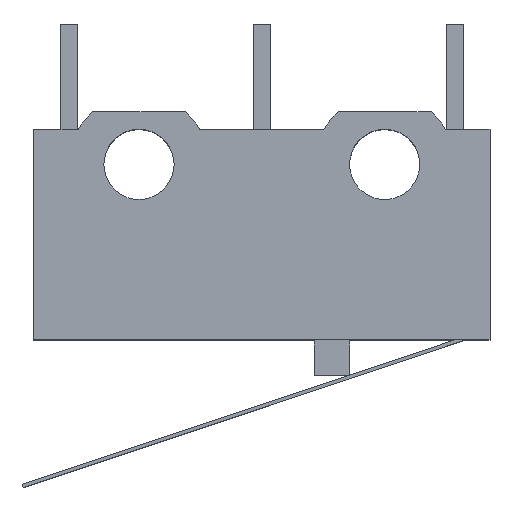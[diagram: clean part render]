
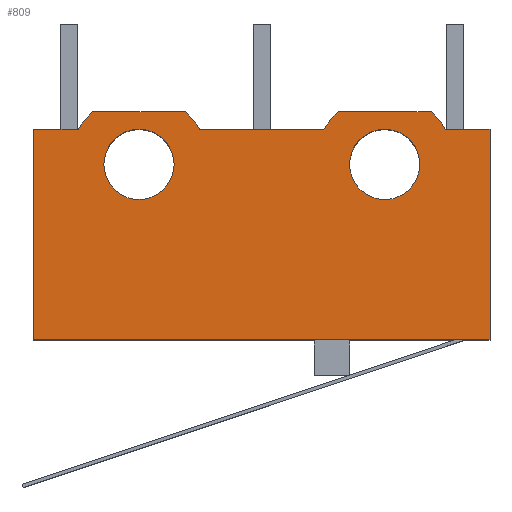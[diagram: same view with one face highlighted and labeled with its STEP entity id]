
A CAD part, top view. The second image highlights one B-rep face of the part: STEP entity #809.
In plain terms, the highlighted planar face has unit normal (0, 0, 1).
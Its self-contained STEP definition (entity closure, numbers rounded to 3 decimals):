
#18=CIRCLE('',#854,1.);
#20=CIRCLE('',#857,1.);
#23=CIRCLE('',#865,2.);
#25=CIRCLE('',#869,2.);
#27=CIRCLE('',#873,2.);
#29=CIRCLE('',#877,2.);
#67=FACE_BOUND('',#159,.T.);
#68=FACE_BOUND('',#160,.T.);
#111=FACE_OUTER_BOUND('',#158,.T.);
#158=EDGE_LOOP('',(#705,#706,#707,#708,#709,#710,#711,#712,#713,#714,#715,
#716));
#159=EDGE_LOOP('',(#717));
#160=EDGE_LOOP('',(#718));
#166=LINE('',#1097,#259);
#235=LINE('',#1247,#328);
#238=LINE('',#1251,#331);
#240=LINE('',#1256,#333);
#243=LINE('',#1262,#336);
#247=LINE('',#1274,#340);
#251=LINE('',#1286,#344);
#255=LINE('',#1298,#348);
#259=VECTOR('',#889,10.);
#328=VECTOR('',#1024,10.);
#331=VECTOR('',#1029,10.);
#333=VECTOR('',#1033,10.);
#336=VECTOR('',#1038,10.);
#340=VECTOR('',#1050,10.);
#344=VECTOR('',#1062,10.);
#348=VECTOR('',#1074,10.);
#352=VERTEX_POINT('',#1094);
#353=VERTEX_POINT('',#1096);
#394=VERTEX_POINT('',#1229);
#396=VERTEX_POINT('',#1235);
#400=VERTEX_POINT('',#1244);
#401=VERTEX_POINT('',#1246);
#403=VERTEX_POINT('',#1255);
#405=VERTEX_POINT('',#1261);
#407=VERTEX_POINT('',#1267);
#409=VERTEX_POINT('',#1273);
#411=VERTEX_POINT('',#1279);
#413=VERTEX_POINT('',#1285);
#415=VERTEX_POINT('',#1291);
#417=VERTEX_POINT('',#1297);
#420=EDGE_CURVE('',#353,#352,#166,.T.);
#485=EDGE_CURVE('',#394,#394,#18,.T.);
#488=EDGE_CURVE('',#396,#396,#20,.T.);
#493=EDGE_CURVE('',#401,#400,#235,.T.);
#496=EDGE_CURVE('',#352,#401,#238,.T.);
#498=EDGE_CURVE('',#403,#353,#240,.T.);
#501=EDGE_CURVE('',#405,#403,#243,.T.);
#504=EDGE_CURVE('',#407,#405,#23,.T.);
#507=EDGE_CURVE('',#409,#407,#247,.T.);
#510=EDGE_CURVE('',#411,#409,#25,.T.);
#513=EDGE_CURVE('',#413,#411,#251,.T.);
#516=EDGE_CURVE('',#415,#413,#27,.T.);
#519=EDGE_CURVE('',#417,#415,#255,.T.);
#522=EDGE_CURVE('',#400,#417,#29,.T.);
#705=ORIENTED_EDGE('',*,*,#522,.T.);
#706=ORIENTED_EDGE('',*,*,#519,.T.);
#707=ORIENTED_EDGE('',*,*,#516,.T.);
#708=ORIENTED_EDGE('',*,*,#513,.T.);
#709=ORIENTED_EDGE('',*,*,#510,.T.);
#710=ORIENTED_EDGE('',*,*,#507,.T.);
#711=ORIENTED_EDGE('',*,*,#504,.T.);
#712=ORIENTED_EDGE('',*,*,#501,.T.);
#713=ORIENTED_EDGE('',*,*,#498,.T.);
#714=ORIENTED_EDGE('',*,*,#420,.T.);
#715=ORIENTED_EDGE('',*,*,#496,.T.);
#716=ORIENTED_EDGE('',*,*,#493,.T.);
#717=ORIENTED_EDGE('',*,*,#488,.T.);
#718=ORIENTED_EDGE('',*,*,#485,.T.);
#767=PLANE('',#878);
#809=ADVANCED_FACE('',(#111,#67,#68),#767,.T.);
#854=AXIS2_PLACEMENT_3D('',#1230,#1008,#1009);
#857=AXIS2_PLACEMENT_3D('',#1236,#1015,#1016);
#865=AXIS2_PLACEMENT_3D('',#1268,#1044,#1045);
#869=AXIS2_PLACEMENT_3D('',#1280,#1056,#1057);
#873=AXIS2_PLACEMENT_3D('',#1292,#1068,#1069);
#877=AXIS2_PLACEMENT_3D('',#1302,#1080,#1081);
#878=AXIS2_PLACEMENT_3D('',#1303,#1082,#1083);
#889=DIRECTION('',(1.,0.,0.));
#1008=DIRECTION('center_axis',(0.,0.,-1.));
#1009=DIRECTION('ref_axis',(1.,0.,0.));
#1015=DIRECTION('center_axis',(0.,0.,-1.));
#1016=DIRECTION('ref_axis',(1.,0.,0.));
#1024=DIRECTION('',(-1.,0.,0.));
#1029=DIRECTION('',(0.,1.,0.));
#1033=DIRECTION('',(0.,-1.,0.));
#1038=DIRECTION('',(-1.,0.,0.));
#1044=DIRECTION('center_axis',(0.,0.,1.));
#1045=DIRECTION('ref_axis',(-0.661,0.75,0.));
#1050=DIRECTION('',(-1.,0.,0.));
#1056=DIRECTION('center_axis',(0.,0.,1.));
#1057=DIRECTION('ref_axis',(0.866,0.5,0.));
#1062=DIRECTION('',(-1.,0.,0.));
#1068=DIRECTION('center_axis',(0.,0.,1.));
#1069=DIRECTION('ref_axis',(-0.661,0.75,0.));
#1074=DIRECTION('',(-1.,0.,0.));
#1080=DIRECTION('center_axis',(0.,0.,1.));
#1081=DIRECTION('ref_axis',(0.866,0.5,0.));
#1082=DIRECTION('center_axis',(0.,0.,1.));
#1083=DIRECTION('ref_axis',(1.,0.,0.));
#1094=CARTESIAN_POINT('',(6.5,-3.,6.));
#1096=CARTESIAN_POINT('',(-6.5,-3.,6.));
#1097=CARTESIAN_POINT('',(6.5,-3.,6.));
#1229=CARTESIAN_POINT('',(2.5,2.,6.));
#1230=CARTESIAN_POINT('Origin',(3.5,2.,6.));
#1235=CARTESIAN_POINT('',(-4.5,2.,6.));
#1236=CARTESIAN_POINT('Origin',(-3.5,2.,6.));
#1244=CARTESIAN_POINT('',(5.232,3.,6.));
#1246=CARTESIAN_POINT('',(6.5,3.,6.));
#1247=CARTESIAN_POINT('',(5.232,3.,6.));
#1251=CARTESIAN_POINT('',(6.5,3.,6.));
#1255=CARTESIAN_POINT('',(-6.5,3.,6.));
#1256=CARTESIAN_POINT('',(-6.5,-3.,6.));
#1261=CARTESIAN_POINT('',(-5.232,3.,6.));
#1262=CARTESIAN_POINT('',(-6.5,3.,6.));
#1267=CARTESIAN_POINT('',(-4.823,3.5,6.));
#1268=CARTESIAN_POINT('Origin',(-3.5,2.,6.));
#1273=CARTESIAN_POINT('',(-2.177,3.5,6.));
#1274=CARTESIAN_POINT('',(-4.823,3.5,6.));
#1279=CARTESIAN_POINT('',(-1.768,3.,6.));
#1280=CARTESIAN_POINT('Origin',(-3.5,2.,6.));
#1285=CARTESIAN_POINT('',(1.768,3.,6.));
#1286=CARTESIAN_POINT('',(-1.768,3.,6.));
#1291=CARTESIAN_POINT('',(2.177,3.5,6.));
#1292=CARTESIAN_POINT('Origin',(3.5,2.,6.));
#1297=CARTESIAN_POINT('',(4.823,3.5,6.));
#1298=CARTESIAN_POINT('',(2.177,3.5,6.));
#1302=CARTESIAN_POINT('Origin',(3.5,2.,6.));
#1303=CARTESIAN_POINT('Origin',(0.,0.25,
6.));
